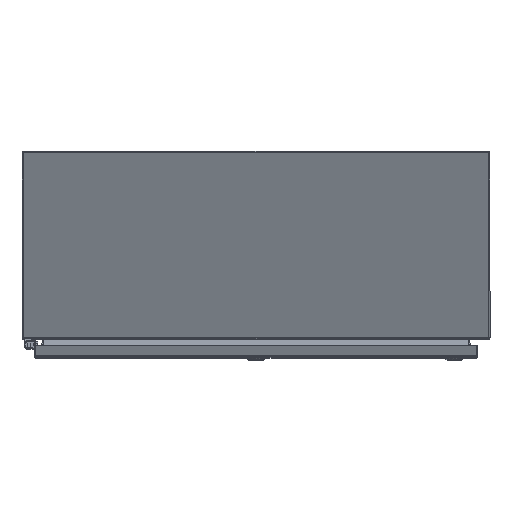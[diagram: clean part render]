
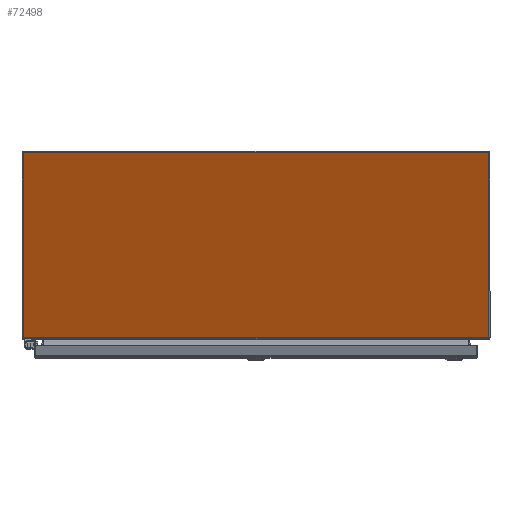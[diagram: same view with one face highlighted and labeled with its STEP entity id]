
A CAD part, top view. The second image highlights one B-rep face of the part: STEP entity #72498.
In plain terms, the highlighted planar face has unit normal (0, -0.423, 0.906).
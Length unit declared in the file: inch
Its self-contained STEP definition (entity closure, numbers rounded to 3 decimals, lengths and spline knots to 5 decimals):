
#700 = LINE ( 'NONE', #31675, #37309 ) ;
#906 = CARTESIAN_POINT ( 'NONE',  ( 14.928, -0.101, 20.75677 ) ) ;
#1044 = ORIENTED_EDGE ( 'NONE', *, *, #77357, .T. ) ;
#1305 = VECTOR ( 'NONE', #2620, 39.37008 ) ;
#1830 = CARTESIAN_POINT ( 'NONE',  ( -14.928, -11.93764, 15.23726 ) ) ;
#2620 = DIRECTION ( 'NONE',  ( 1., 0., 0. ) ) ;
#4507 = ORIENTED_EDGE ( 'NONE', *, *, #77523, .T. ) ;
#4734 = VERTEX_POINT ( 'NONE', #24361 ) ;
#5923 = VERTEX_POINT ( 'NONE', #29967 ) ;
#9982 = VECTOR ( 'NONE', #52606, 39.37008 ) ;
#10560 = LINE ( 'NONE', #41696, #21901 ) ;
#11497 = VERTEX_POINT ( 'NONE', #15447 ) ;
#12556 = DIRECTION ( 'NONE',  ( 0.221, 0.884, 0.412 ) ) ;
#13041 = LINE ( 'NONE', #76572, #46588 ) ;
#13055 = EDGE_CURVE ( 'NONE', #40021, #4734, #46021, .T. ) ;
#13412 = EDGE_LOOP ( 'NONE', ( #24906, #45431, #27828, #4507, #17291, #1044 ) ) ;
#13588 = PLANE ( 'NONE',  #56280 ) ;
#15447 = CARTESIAN_POINT ( 'NONE',  ( -14.928, -0.101, 20.75677 ) ) ;
#17291 = ORIENTED_EDGE ( 'NONE', *, *, #13055, .T. ) ;
#19736 = DIRECTION ( 'NONE',  ( -1., 0., 0. ) ) ;
#21901 = VECTOR ( 'NONE', #43356, 39.37008 ) ;
#21937 = DIRECTION ( 'NONE',  ( 0., -0.423, 0.906 ) ) ;
#24233 = VECTOR ( 'NONE', #29196, 39.37008 ) ;
#24361 = CARTESIAN_POINT ( 'NONE',  ( 14.928, -0.101, 20.75677 ) ) ;
#24906 = ORIENTED_EDGE ( 'NONE', *, *, #32719, .T. ) ;
#27828 = ORIENTED_EDGE ( 'NONE', *, *, #35930, .T. ) ;
#29196 = DIRECTION ( 'NONE',  ( 0.221, -0.884, -0.412 ) ) ;
#29967 = CARTESIAN_POINT ( 'NONE',  ( -14.89008, -11.93764, 15.23726 ) ) ;
#31675 = CARTESIAN_POINT ( 'NONE',  ( 14.89008, -11.93764, 15.23726 ) ) ;
#32719 = EDGE_CURVE ( 'NONE', #11497, #78514, #10560, .T. ) ;
#33746 = CARTESIAN_POINT ( 'NONE',  ( -14.928, -11.78568, 15.30812 ) ) ;
#33925 = DIRECTION ( 'NONE',  ( 0., -0.906, -0.423 ) ) ;
#35930 = EDGE_CURVE ( 'NONE', #5923, #79533, #52699, .T. ) ;
#37309 = VECTOR ( 'NONE', #12556, 39.37008 ) ;
#40021 = VERTEX_POINT ( 'NONE', #47169 ) ;
#41696 = CARTESIAN_POINT ( 'NONE',  ( -14.928, -0.101, 20.75677 ) ) ;
#43356 = DIRECTION ( 'NONE',  ( 0., -0.906, -0.423 ) ) ;
#45431 = ORIENTED_EDGE ( 'NONE', *, *, #58493, .T. ) ;
#46021 = LINE ( 'NONE', #906, #9982 ) ;
#46588 = VECTOR ( 'NONE', #19736, 39.37008 ) ;
#47169 = CARTESIAN_POINT ( 'NONE',  ( 14.928, -11.78568, 15.30812 ) ) ;
#52606 = DIRECTION ( 'NONE',  ( 0., 0.906, 0.423 ) ) ;
#52699 = LINE ( 'NONE', #1830, #1305 ) ;
#56280 = AXIS2_PLACEMENT_3D ( 'NONE', #77509, #21937, #33925 ) ;
#58493 = EDGE_CURVE ( 'NONE', #78514, #5923, #60743, .T. ) ;
#60743 = LINE ( 'NONE', #33746, #24233 ) ;
#61131 = CARTESIAN_POINT ( 'NONE',  ( -14.928, -11.78568, 15.30812 ) ) ;
#72498 = ADVANCED_FACE ( 'NONE', ( #76697 ), #13588, .T. ) ;
#73905 = CARTESIAN_POINT ( 'NONE',  ( 14.89008, -11.93764, 15.23726 ) ) ;
#76572 = CARTESIAN_POINT ( 'NONE',  ( -14.928, -0.101, 20.75677 ) ) ;
#76697 = FACE_OUTER_BOUND ( 'NONE', #13412, .T. ) ;
#77357 = EDGE_CURVE ( 'NONE', #4734, #11497, #13041, .T. ) ;
#77509 = CARTESIAN_POINT ( 'NONE',  ( -14.928, -0.101, 20.75677 ) ) ;
#77523 = EDGE_CURVE ( 'NONE', #79533, #40021, #700, .T. ) ;
#78514 = VERTEX_POINT ( 'NONE', #61131 ) ;
#79533 = VERTEX_POINT ( 'NONE', #73905 ) ;
